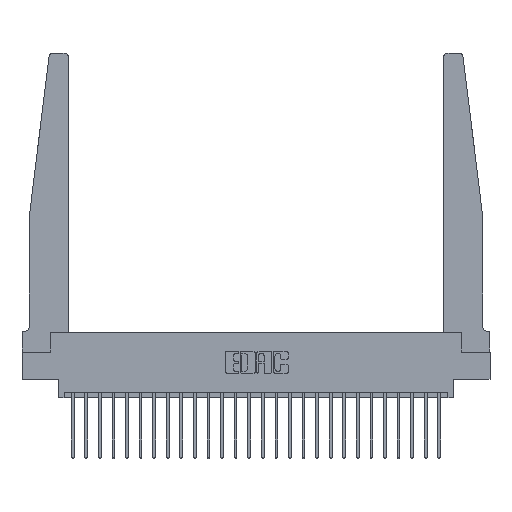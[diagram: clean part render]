
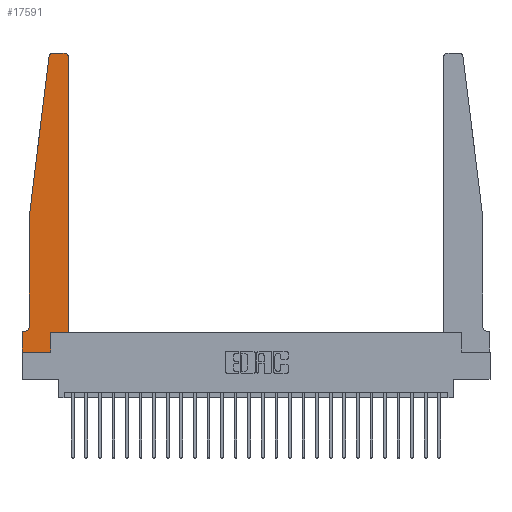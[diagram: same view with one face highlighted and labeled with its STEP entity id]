
A CAD part, top view. The second image highlights one B-rep face of the part: STEP entity #17591.
In plain terms, the highlighted planar face has unit normal (0, 0, 1).
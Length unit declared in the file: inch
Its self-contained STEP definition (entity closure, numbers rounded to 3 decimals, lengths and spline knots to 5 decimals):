
#68 = ORIENTED_EDGE ( 'NONE', *, *, #1578, .T. ) ;
#78 = LINE ( 'NONE', #8089, #1642 ) ;
#157 = VERTEX_POINT ( 'NONE', #21957 ) ;
#368 = EDGE_CURVE ( 'NONE', #14481, #19783, #12401, .T. ) ;
#423 = ORIENTED_EDGE ( 'NONE', *, *, #11725, .T. ) ;
#509 = DIRECTION ( 'NONE',  ( 0., 1., 0. ) ) ;
#934 = LINE ( 'NONE', #6248, #18368 ) ;
#1091 = DIRECTION ( 'NONE',  ( 0., 0., 1. ) ) ;
#1497 = VERTEX_POINT ( 'NONE', #10396 ) ;
#1578 = EDGE_CURVE ( 'NONE', #1497, #25139, #3159, .T. ) ;
#1642 = VECTOR ( 'NONE', #7703, 39.37008 ) ;
#1689 = ORIENTED_EDGE ( 'NONE', *, *, #368, .T. ) ;
#1872 = ORIENTED_EDGE ( 'NONE', *, *, #8142, .T. ) ;
#1960 = EDGE_CURVE ( 'NONE', #8512, #10535, #22927, .T. ) ;
#1965 = EDGE_CURVE ( 'NONE', #10546, #8512, #934, .T. ) ;
#2223 = CARTESIAN_POINT ( 'NONE',  ( 0.24675, 2.72367, 0.37 ) ) ;
#2838 = CARTESIAN_POINT ( 'NONE',  ( 0.2605, 0.18, 0.37 ) ) ;
#3102 = EDGE_CURVE ( 'NONE', #25139, #14481, #17494, .T. ) ;
#3159 = LINE ( 'NONE', #15058, #10661 ) ;
#4156 = VERTEX_POINT ( 'NONE', #13279 ) ;
#4428 = DIRECTION ( 'NONE',  ( 0., 0., 1. ) ) ;
#4508 = VECTOR ( 'NONE', #5763, 39.37008 ) ;
#4601 = AXIS2_PLACEMENT_3D ( 'NONE', #20455, #1091, #18652 ) ;
#5230 = VERTEX_POINT ( 'NONE', #22118 ) ;
#5763 = DIRECTION ( 'NONE',  ( 0., -1., 0. ) ) ;
#6248 = CARTESIAN_POINT ( 'NONE',  ( 0.25, 2.75, 0.37 ) ) ;
#6528 = EDGE_CURVE ( 'NONE', #5230, #1497, #13090, .T. ) ;
#6635 = ORIENTED_EDGE ( 'NONE', *, *, #1960, .T. ) ;
#6715 = VERTEX_POINT ( 'NONE', #17595 ) ;
#7136 = CARTESIAN_POINT ( 'NONE',  ( 0., 0., 0.37 ) ) ;
#7423 = VECTOR ( 'NONE', #21022, 39.37008 ) ;
#7479 = LINE ( 'NONE', #13167, #7423 ) ;
#7703 = DIRECTION ( 'NONE',  ( 1., 0., 0. ) ) ;
#7736 = EDGE_CURVE ( 'NONE', #157, #5230, #22085, .T. ) ;
#7978 = DIRECTION ( 'NONE',  ( 0., 0., -1. ) ) ;
#8089 = CARTESIAN_POINT ( 'NONE',  ( 0.425, 0.18, 0.37 ) ) ;
#8142 = EDGE_CURVE ( 'NONE', #10415, #4156, #12543, .T. ) ;
#8512 = VERTEX_POINT ( 'NONE', #9491 ) ;
#9180 = CARTESIAN_POINT ( 'NONE',  ( 0., 0.1875, 0.37 ) ) ;
#9447 = ORIENTED_EDGE ( 'NONE', *, *, #7736, .T. ) ;
#9491 = CARTESIAN_POINT ( 'NONE',  ( 0.27653, 2.75, 0.37 ) ) ;
#10396 = CARTESIAN_POINT ( 'NONE',  ( 0., 0.1875, 0.37 ) ) ;
#10415 = VERTEX_POINT ( 'NONE', #19643 ) ;
#10535 = VERTEX_POINT ( 'NONE', #2223 ) ;
#10546 = VERTEX_POINT ( 'NONE', #24441 ) ;
#10661 = VECTOR ( 'NONE', #22911, 39.37008 ) ;
#10755 = DIRECTION ( 'NONE',  ( -1., 0., 0. ) ) ;
#11725 = EDGE_CURVE ( 'NONE', #6715, #157, #15590, .T. ) ;
#12079 = CARTESIAN_POINT ( 'NONE',  ( 0.2605, 0.18, 0.37 ) ) ;
#12206 = ORIENTED_EDGE ( 'NONE', *, *, #3102, .T. ) ;
#12304 = CARTESIAN_POINT ( 'NONE',  ( 0.27653, 2.72, 0.37 ) ) ;
#12401 = LINE ( 'NONE', #2838, #25459 ) ;
#12543 = LINE ( 'NONE', #22361, #23348 ) ;
#12647 = ORIENTED_EDGE ( 'NONE', *, *, #16378, .T. ) ;
#13090 = LINE ( 'NONE', #24843, #17531 ) ;
#13167 = CARTESIAN_POINT ( 'NONE',  ( 0.065, 1.25, 0.37 ) ) ;
#13279 = CARTESIAN_POINT ( 'NONE',  ( 0.425, 2.72, 0.37 ) ) ;
#13885 = CARTESIAN_POINT ( 'NONE',  ( 0., 0., 0.37 ) ) ;
#14135 = DIRECTION ( 'NONE',  ( -1., 0., 0. ) ) ;
#14361 = EDGE_CURVE ( 'NONE', #10535, #6715, #7479, .T. ) ;
#14481 = VERTEX_POINT ( 'NONE', #19853 ) ;
#14644 = DIRECTION ( 'NONE',  ( 1., 0., 0. ) ) ;
#14927 = EDGE_CURVE ( 'NONE', #19783, #10415, #78, .T. ) ;
#15058 = CARTESIAN_POINT ( 'NONE',  ( 0., 0., 0.37 ) ) ;
#15590 = LINE ( 'NONE', #21504, #4508 ) ;
#15675 = ORIENTED_EDGE ( 'NONE', *, *, #14927, .T. ) ;
#16242 = DIRECTION ( 'NONE',  ( -1., 0., 0. ) ) ;
#16378 = EDGE_CURVE ( 'NONE', #4156, #10546, #22734, .T. ) ;
#17062 = DIRECTION ( 'NONE',  ( 1., 0., 0. ) ) ;
#17391 = ORIENTED_EDGE ( 'NONE', *, *, #14361, .T. ) ;
#17494 = LINE ( 'NONE', #13885, #25467 ) ;
#17531 = VECTOR ( 'NONE', #10755, 39.37008 ) ;
#17569 = PLANE ( 'NONE',  #20723 ) ;
#17591 = ADVANCED_FACE ( 'NONE', ( #18977 ), #17569, .T. ) ;
#17595 = CARTESIAN_POINT ( 'NONE',  ( 0.065, 1.25, 0.37 ) ) ;
#18368 = VECTOR ( 'NONE', #14135, 39.37008 ) ;
#18652 = DIRECTION ( 'NONE',  ( 1., 0., 0. ) ) ;
#18977 = FACE_OUTER_BOUND ( 'NONE', #20270, .T. ) ;
#19109 = DIRECTION ( 'NONE',  ( 0., 0., 1. ) ) ;
#19643 = CARTESIAN_POINT ( 'NONE',  ( 0.425, 0.18, 0.37 ) ) ;
#19783 = VERTEX_POINT ( 'NONE', #12079 ) ;
#19853 = CARTESIAN_POINT ( 'NONE',  ( 0.2605, 0., 0.37 ) ) ;
#20020 = AXIS2_PLACEMENT_3D ( 'NONE', #20222, #7978, #16242 ) ;
#20222 = CARTESIAN_POINT ( 'NONE',  ( 0.015, 0.2375, 0.37 ) ) ;
#20270 = EDGE_LOOP ( 'NONE', ( #21239, #6635, #17391, #423, #9447, #20357, #68, #12206, #1689, #15675, #1872, #12647 ) ) ;
#20357 = ORIENTED_EDGE ( 'NONE', *, *, #6528, .T. ) ;
#20455 = CARTESIAN_POINT ( 'NONE',  ( 0.395, 2.72, 0.37 ) ) ;
#20723 = AXIS2_PLACEMENT_3D ( 'NONE', #9180, #19109, #17062 ) ;
#21022 = DIRECTION ( 'NONE',  ( -0.122, -0.992, 0. ) ) ;
#21239 = ORIENTED_EDGE ( 'NONE', *, *, #1965, .T. ) ;
#21504 = CARTESIAN_POINT ( 'NONE',  ( 0.065, 1.25, 0.37 ) ) ;
#21957 = CARTESIAN_POINT ( 'NONE',  ( 0.065, 0.2375, 0.37 ) ) ;
#22085 = CIRCLE ( 'NONE', #20020, 0.05 ) ;
#22118 = CARTESIAN_POINT ( 'NONE',  ( 0.015, 0.1875, 0.37 ) ) ;
#22361 = CARTESIAN_POINT ( 'NONE',  ( 0.425, 0.18, 0.37 ) ) ;
#22507 = AXIS2_PLACEMENT_3D ( 'NONE', #12304, #4428, #14644 ) ;
#22734 = CIRCLE ( 'NONE', #4601, 0.03 ) ;
#22911 = DIRECTION ( 'NONE',  ( 0., -1., 0. ) ) ;
#22927 = CIRCLE ( 'NONE', #22507, 0.03 ) ;
#23348 = VECTOR ( 'NONE', #24444, 39.37008 ) ;
#24441 = CARTESIAN_POINT ( 'NONE',  ( 0.395, 2.75, 0.37 ) ) ;
#24444 = DIRECTION ( 'NONE',  ( 0., 1., 0. ) ) ;
#24843 = CARTESIAN_POINT ( 'NONE',  ( 0.065, 0.1875, 0.37 ) ) ;
#25139 = VERTEX_POINT ( 'NONE', #7136 ) ;
#25376 = DIRECTION ( 'NONE',  ( 1., 0., 0. ) ) ;
#25459 = VECTOR ( 'NONE', #509, 39.37008 ) ;
#25467 = VECTOR ( 'NONE', #25376, 39.37008 ) ;
